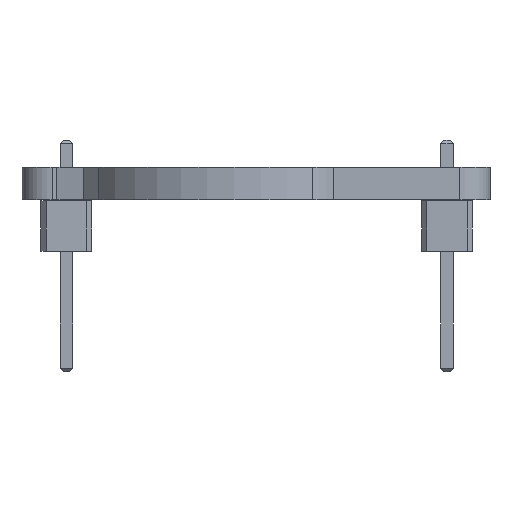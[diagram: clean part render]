
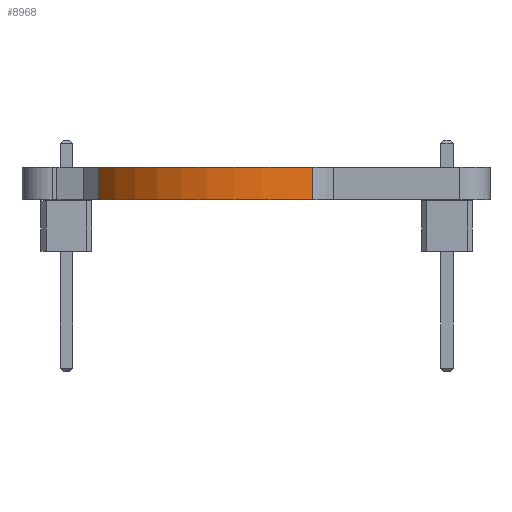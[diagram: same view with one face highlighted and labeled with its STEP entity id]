
A CAD part, front view. The second image highlights one B-rep face of the part: STEP entity #8968.
In plain terms, the highlighted cylindrical face has radius 8.5 mm (diameter 17 mm), a partial arc.
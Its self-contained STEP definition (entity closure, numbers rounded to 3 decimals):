
#7337 = PLANE('',#7338);
#7338 = AXIS2_PLACEMENT_3D('',#7339,#7340,#7341);
#7339 = CARTESIAN_POINT('',(4.148,9.257,1.6));
#7340 = DIRECTION('',(0.,0.,-1.));
#7341 = DIRECTION('',(-1.,0.,0.));
#7365 = CYLINDRICAL_SURFACE('',#7366,2.5);
#7366 = AXIS2_PLACEMENT_3D('',#7367,#7368,#7369);
#7367 = CARTESIAN_POINT('',(7.728,0.,0.));
#7368 = DIRECTION('',(0.,0.,-1.));
#7369 = DIRECTION('',(1.,0.,0.));
#7391 = PLANE('',#7392);
#7392 = AXIS2_PLACEMENT_3D('',#7393,#7394,#7395);
#7393 = CARTESIAN_POINT('',(4.148,9.257,0.));
#7394 = DIRECTION('',(0.,0.,-1.));
#7395 = DIRECTION('',(-1.,0.,0.));
#7494 = VERTEX_POINT('',#7495);
#7495 = CARTESIAN_POINT('',(6.686,2.273,1.6));
#7521 = EDGE_CURVE('',#7522,#7494,#7524,.T.);
#7522 = VERTEX_POINT('',#7523);
#7523 = CARTESIAN_POINT('',(6.686,2.273,0.));
#7524 = SURFACE_CURVE('',#7525,(#7529,#7536),.PCURVE_S1.);
#7525 = LINE('',#7526,#7527);
#7526 = CARTESIAN_POINT('',(6.686,2.273,0.));
#7527 = VECTOR('',#7528,1.);
#7528 = DIRECTION('',(0.,0.,1.));
#7529 = PCURVE('',#7365,#7530);
#7530 = DEFINITIONAL_REPRESENTATION('',(#7531),#7535);
#7531 = LINE('',#7532,#7533);
#7532 = CARTESIAN_POINT('',(-2.,0.));
#7533 = VECTOR('',#7534,1.);
#7534 = DIRECTION('',(0.,-1.));
#7535 = ( GEOMETRIC_REPRESENTATION_CONTEXT(2) 
PARAMETRIC_REPRESENTATION_CONTEXT() REPRESENTATION_CONTEXT('2D SPACE',''
  ) );
#7536 = PCURVE('',#7537,#7542);
#7537 = CYLINDRICAL_SURFACE('',#7538,8.5);
#7538 = AXIS2_PLACEMENT_3D('',#7539,#7540,#7541);
#7539 = CARTESIAN_POINT('',(3.145,10.,0.));
#7540 = DIRECTION('',(0.,0.,-1.));
#7541 = DIRECTION('',(1.,0.,0.));
#7542 = DEFINITIONAL_REPRESENTATION('',(#7543),#7547);
#7543 = LINE('',#7544,#7545);
#7544 = CARTESIAN_POINT('',(-5.142,0.));
#7545 = VECTOR('',#7546,1.);
#7546 = DIRECTION('',(0.,-1.));
#7547 = ( GEOMETRIC_REPRESENTATION_CONTEXT(2) 
PARAMETRIC_REPRESENTATION_CONTEXT() REPRESENTATION_CONTEXT('2D SPACE',''
  ) );
#7580 = EDGE_CURVE('',#7581,#7522,#7583,.T.);
#7581 = VERTEX_POINT('',#7582);
#7582 = CARTESIAN_POINT('',(-3.979,5.364,0.));
#7583 = SURFACE_CURVE('',#7584,(#7589,#7600),.PCURVE_S1.);
#7584 = CIRCLE('',#7585,8.5);
#7585 = AXIS2_PLACEMENT_3D('',#7586,#7587,#7588);
#7586 = CARTESIAN_POINT('',(3.145,10.,0.));
#7587 = DIRECTION('',(0.,0.,1.));
#7588 = DIRECTION('',(1.,0.,0.));
#7589 = PCURVE('',#7391,#7590);
#7590 = DEFINITIONAL_REPRESENTATION('',(#7591),#7599);
#7591 = ( BOUNDED_CURVE() B_SPLINE_CURVE(2,(#7592,#7593,#7594,#7595,
#7596,#7597,#7598),.UNSPECIFIED.,.F.,.F.) B_SPLINE_CURVE_WITH_KNOTS((1,2
    ,2,2,2,1),(-2.094,0.,2.094,4.189,
6.283,8.378),.UNSPECIFIED.) CURVE() 
GEOMETRIC_REPRESENTATION_ITEM() RATIONAL_B_SPLINE_CURVE((1.,0.5,1.,0.5,
1.,0.5,1.)) REPRESENTATION_ITEM('') );
#7592 = CARTESIAN_POINT('',(-7.497,0.743));
#7593 = CARTESIAN_POINT('',(-7.497,15.466));
#7594 = CARTESIAN_POINT('',(5.253,8.105));
#7595 = CARTESIAN_POINT('',(18.003,0.743));
#7596 = CARTESIAN_POINT('',(5.253,-6.618));
#7597 = CARTESIAN_POINT('',(-7.497,-13.979));
#7598 = CARTESIAN_POINT('',(-7.497,0.743));
#7599 = ( GEOMETRIC_REPRESENTATION_CONTEXT(2) 
PARAMETRIC_REPRESENTATION_CONTEXT() REPRESENTATION_CONTEXT('2D SPACE',''
  ) );
#7600 = PCURVE('',#7537,#7601);
#7601 = DEFINITIONAL_REPRESENTATION('',(#7602),#7606);
#7602 = LINE('',#7603,#7604);
#7603 = CARTESIAN_POINT('',(0.,0.));
#7604 = VECTOR('',#7605,1.);
#7605 = DIRECTION('',(-1.,0.));
#7606 = ( GEOMETRIC_REPRESENTATION_CONTEXT(2) 
PARAMETRIC_REPRESENTATION_CONTEXT() REPRESENTATION_CONTEXT('2D SPACE',''
  ) );
#7624 = PLANE('',#7625);
#7625 = AXIS2_PLACEMENT_3D('',#7626,#7627,#7628);
#7626 = CARTESIAN_POINT('',(-3.979,5.364,0.));
#7627 = DIRECTION('',(-0.723,-0.691,0.));
#7628 = DIRECTION('',(-0.691,0.723,0.));
#8316 = EDGE_CURVE('',#8317,#7494,#8319,.T.);
#8317 = VERTEX_POINT('',#8318);
#8318 = CARTESIAN_POINT('',(-3.979,5.364,1.6));
#8319 = SURFACE_CURVE('',#8320,(#8325,#8336),.PCURVE_S1.);
#8320 = CIRCLE('',#8321,8.5);
#8321 = AXIS2_PLACEMENT_3D('',#8322,#8323,#8324);
#8322 = CARTESIAN_POINT('',(3.145,10.,1.6));
#8323 = DIRECTION('',(0.,0.,1.));
#8324 = DIRECTION('',(1.,0.,0.));
#8325 = PCURVE('',#7337,#8326);
#8326 = DEFINITIONAL_REPRESENTATION('',(#8327),#8335);
#8327 = ( BOUNDED_CURVE() B_SPLINE_CURVE(2,(#8328,#8329,#8330,#8331,
#8332,#8333,#8334),.UNSPECIFIED.,.F.,.F.) B_SPLINE_CURVE_WITH_KNOTS((1,2
    ,2,2,2,1),(-2.094,0.,2.094,4.189,
6.283,8.378),.UNSPECIFIED.) CURVE() 
GEOMETRIC_REPRESENTATION_ITEM() RATIONAL_B_SPLINE_CURVE((1.,0.5,1.,0.5,
1.,0.5,1.)) REPRESENTATION_ITEM('') );
#8328 = CARTESIAN_POINT('',(-7.497,0.743));
#8329 = CARTESIAN_POINT('',(-7.497,15.466));
#8330 = CARTESIAN_POINT('',(5.253,8.105));
#8331 = CARTESIAN_POINT('',(18.003,0.743));
#8332 = CARTESIAN_POINT('',(5.253,-6.618));
#8333 = CARTESIAN_POINT('',(-7.497,-13.979));
#8334 = CARTESIAN_POINT('',(-7.497,0.743));
#8335 = ( GEOMETRIC_REPRESENTATION_CONTEXT(2) 
PARAMETRIC_REPRESENTATION_CONTEXT() REPRESENTATION_CONTEXT('2D SPACE',''
  ) );
#8336 = PCURVE('',#7537,#8337);
#8337 = DEFINITIONAL_REPRESENTATION('',(#8338),#8342);
#8338 = LINE('',#8339,#8340);
#8339 = CARTESIAN_POINT('',(0.,-1.6));
#8340 = VECTOR('',#8341,1.);
#8341 = DIRECTION('',(-1.,0.));
#8342 = ( GEOMETRIC_REPRESENTATION_CONTEXT(2) 
PARAMETRIC_REPRESENTATION_CONTEXT() REPRESENTATION_CONTEXT('2D SPACE',''
  ) );
#8968 = ADVANCED_FACE('',(#8969),#7537,.T.);
#8969 = FACE_BOUND('',#8970,.F.);
#8970 = EDGE_LOOP('',(#8971,#8992,#8993,#8994));
#8971 = ORIENTED_EDGE('',*,*,#8972,.T.);
#8972 = EDGE_CURVE('',#7581,#8317,#8973,.T.);
#8973 = SURFACE_CURVE('',#8974,(#8978,#8985),.PCURVE_S1.);
#8974 = LINE('',#8975,#8976);
#8975 = CARTESIAN_POINT('',(-3.979,5.364,0.));
#8976 = VECTOR('',#8977,1.);
#8977 = DIRECTION('',(0.,0.,1.));
#8978 = PCURVE('',#7537,#8979);
#8979 = DEFINITIONAL_REPRESENTATION('',(#8980),#8984);
#8980 = LINE('',#8981,#8982);
#8981 = CARTESIAN_POINT('',(-3.719,0.));
#8982 = VECTOR('',#8983,1.);
#8983 = DIRECTION('',(0.,-1.));
#8984 = ( GEOMETRIC_REPRESENTATION_CONTEXT(2) 
PARAMETRIC_REPRESENTATION_CONTEXT() REPRESENTATION_CONTEXT('2D SPACE',''
  ) );
#8985 = PCURVE('',#7624,#8986);
#8986 = DEFINITIONAL_REPRESENTATION('',(#8987),#8991);
#8987 = LINE('',#8988,#8989);
#8988 = CARTESIAN_POINT('',(0.,0.));
#8989 = VECTOR('',#8990,1.);
#8990 = DIRECTION('',(0.,-1.));
#8991 = ( GEOMETRIC_REPRESENTATION_CONTEXT(2) 
PARAMETRIC_REPRESENTATION_CONTEXT() REPRESENTATION_CONTEXT('2D SPACE',''
  ) );
#8992 = ORIENTED_EDGE('',*,*,#8316,.T.);
#8993 = ORIENTED_EDGE('',*,*,#7521,.F.);
#8994 = ORIENTED_EDGE('',*,*,#7580,.F.);
